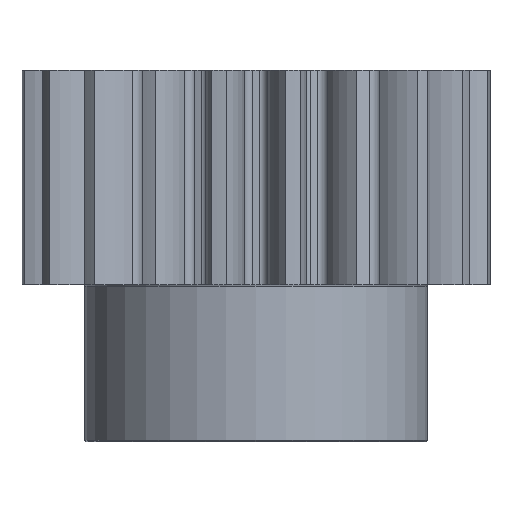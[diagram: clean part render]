
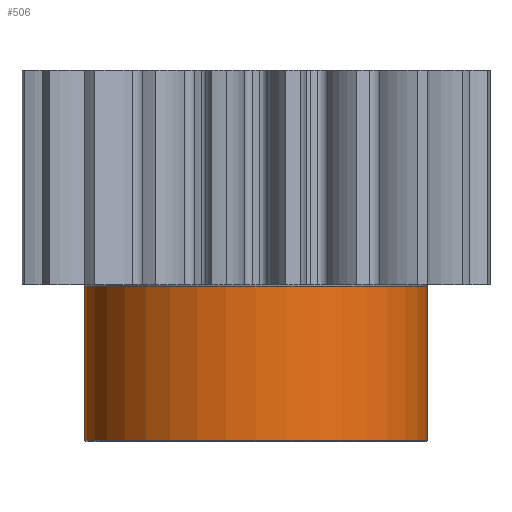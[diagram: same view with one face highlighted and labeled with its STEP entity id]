
A CAD part, front view. The second image highlights one B-rep face of the part: STEP entity #506.
In plain terms, the highlighted cylindrical face has radius 24 mm (diameter 48 mm), a partial arc.
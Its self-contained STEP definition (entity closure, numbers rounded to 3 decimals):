
#506=ADVANCED_FACE('NONE',(#1014),#1015,.T.);
#1014=FACE_OUTER_BOUND('',#1520,.T.);
#1015=CYLINDRICAL_SURFACE('',#1521,24.0);
#1520=EDGE_LOOP('',(#3104,#3105,#3106,#3107));
#1521=AXIS2_PLACEMENT_3D('',#3108,#3109,#3110);
#3104=ORIENTED_EDGE('',*,*,#3259,.F.);
#3105=ORIENTED_EDGE('',*,*,#3792,.T.);
#3106=ORIENTED_EDGE('',*,*,#3261,.T.);
#3107=ORIENTED_EDGE('',*,*,#3238,.T.);
#3108=CARTESIAN_POINT('',(0.0,0.0,-22.0));
#3109=DIRECTION('',(0.0,0.0,-1.0));
#3110=DIRECTION('',(1.0,0.0,0.0));
#3238=EDGE_CURVE('NONE',#3945,#3943,#3946,.T.);
#3259=EDGE_CURVE('NONE',#3970,#3943,#3979,.T.);
#3261=EDGE_CURVE('NONE',#3972,#3945,#3981,.T.);
#3792=EDGE_CURVE('NONE',#3970,#3972,#4752,.T.);
#3943=VERTEX_POINT('NONE',#4933);
#3945=VERTEX_POINT('NONE',#4935);
#3946=CIRCLE('',#4936,24.0);
#3970=VERTEX_POINT('NONE',#4964);
#3972=VERTEX_POINT('NONE',#4967);
#3979=LINE('',#4977,#4978);
#3981=LINE('',#4980,#4981);
#4752=CIRCLE('',#5872,24.0);
#4933=CARTESIAN_POINT('',(-24.0,0.,-0.2));
#4935=CARTESIAN_POINT('',(24.0,0.0,-0.2));
#4936=AXIS2_PLACEMENT_3D('',#6010,#6011,#6012);
#4964=CARTESIAN_POINT('',(-24.0,0.,-21.8));
#4967=CARTESIAN_POINT('',(24.0,0.0,-21.8));
#4977=CARTESIAN_POINT('',(-24.0,0.,-22.0));
#4978=VECTOR('',#6042,1000.0);
#4980=CARTESIAN_POINT('',(24.0,0.0,-22.0));
#4981=VECTOR('',#6046,1000.0);
#5872=AXIS2_PLACEMENT_3D('',#6983,#6984,#6985);
#6010=CARTESIAN_POINT('',(0.0,0.0,-0.2));
#6011=DIRECTION('',(0.0,0.0,-1.0));
#6012=DIRECTION('',(1.0,0.0,0.0));
#6042=DIRECTION('',(0.0,0.0,1.0));
#6046=DIRECTION('',(0.0,0.0,1.0));
#6983=CARTESIAN_POINT('',(0.0,0.0,-21.8));
#6984=DIRECTION('',(0.0,-0.0,1.0));
#6985=DIRECTION('',(1.0,0.0,0.0));
